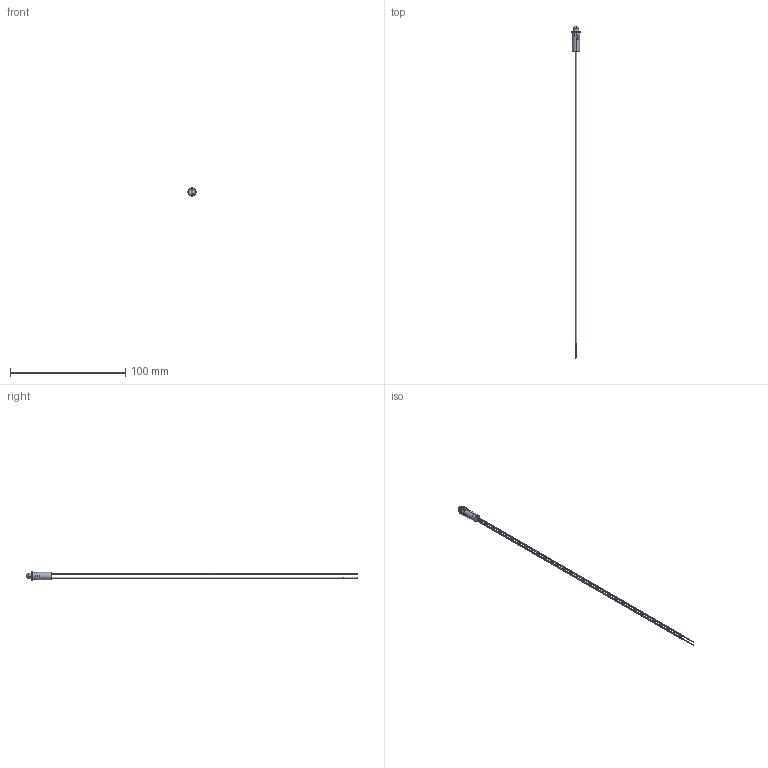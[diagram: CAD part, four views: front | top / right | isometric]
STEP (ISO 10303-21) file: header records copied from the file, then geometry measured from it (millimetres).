
FILE_DESCRIPTION (( 'STEP AP214' ), '1' );
FILE_NAME ('PR405W_Series.STEP', '2020-01-08T23:02:41', ( 'user' ), ( 'Microsoft' ), 'SwSTEP 2.0', 'SolidWorks 2018', '' );
FILE_SCHEMA (( 'AUTOMOTIVE_DESIGN' ));
Length unit declared in the file: foot
Products named in the file (6): PR405W 500438-2; PR405W_Series; Pin^PR405W15-BCG12H; DF200K-BCG_TRIM FOR ASSY PR405W15-BCG12H; 649-OHM-0.5W-B; WIRE UL1061 PB AWG 24
Assembly tree (5 placements, depth 2):
  PR405W_Series
    PR405W 500438-2
    WIRE UL1061 PB AWG 24  x2
    649-OHM-0.5W-B
    DF200K-BCG_TRIM FOR ASSY PR405W15-BCG12H
  Pin^PR405W15-BCG12H
Bounding box: 7.24 x 288.01 x 7.24 mm (x, y, z)
Volume: 876 mm3; surface area: 5058.1 mm2
Topology: 7 solids, 8 shells, 149 faces, 363 edges, 234 vertices
Faces by surface type: plane 82, cylinder 38, cone 17, torus 8, sphere 4
Entity records: 4834 total; most frequent: CARTESIAN_POINT 942, DIRECTION 686, ORIENTED_EDGE 682, EDGE_CURVE 341, AXIS2_PLACEMENT_3D 254, VERTEX_POINT 222, LINE 178, VECTOR 178
